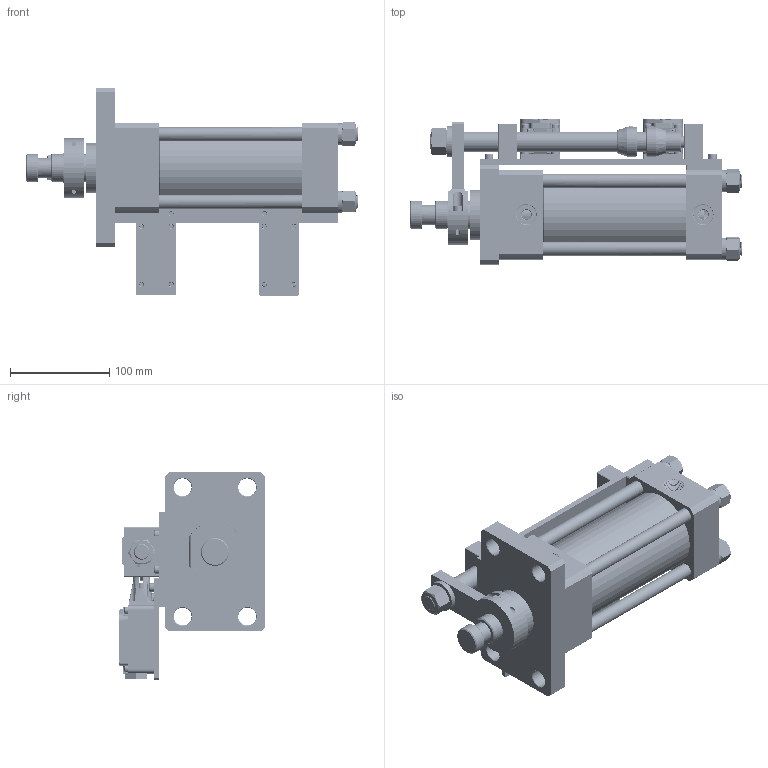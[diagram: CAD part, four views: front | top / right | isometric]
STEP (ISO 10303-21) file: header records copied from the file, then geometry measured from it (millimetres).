
FILE_DESCRIPTION (( 'STEP AP203' ), '1' );
FILE_NAME ('CHK-FA63-90D油缸三维图.STEP', '2013-03-16T01:06:19', ( 'user' ), ( 'Microsoft' ), 'SwSTEP 2.0', 'SolidWorks 2010', '' );
FILE_SCHEMA (( 'CONFIG_CONTROL_DESIGN' ));
Length unit declared in the file: millimetre
Products named in the file (35): 楊擘_1; 菜輸_1; hexagon socket head cap screws gb_GB_FASTENER_SCREWS_HSHCS M5X16-N_1; hexagon socket head cap screws gb_GB_FASTENER_SCREWS_HSHCS M6X35-N_1; hexagon socket head cap screws gb_GB_FASTENER_SCREWS_HSHCS M5X10-N_1; hex socket set screws with flat point gb_GB_FASTENER_SCREWS_HSFP M5X8-N_1; hex socket set screws with flat point gb_GB_FASTENER_SCREWS_HSFP M5X12-N_1; 嶺裝63-90; 活塞杆90; 絳堤菁啣63-90; 絳堤蟀諉啣_1; bead2; 綴遣喳杶_1; CHK-FA63-90D油缸三维图; 綴裔63_1; ｻ鏸獷1; ヶ遣喳杶_1; 63ヶ裔_1; 渡杶_1; 俴最裝嘐隅釱_1; 俴最奪盓傅釱_1; 袉赽_1; 俴最羲壽嘐隅釱_1; 333_GB_FASTENER_WASHER_SW 20_1; hexagon nuts grade c gb_GB_FASTENER_NUT_SNC1 M14-N_1; 333_GB_FASTENER_WASHER_SW 14_1; hexagon nuts grade c gb_GB_FASTENER_NUT_SNC1 M16-N_1; 俴最羲壽_1; hexagon socket head cap screws gb_GB_FASTENER_SCREWS_HSHCS M4X30-N_1; cross recessed countersunk head screws gb1_GB_CROSS_SCREWS_TYPE4 M3X6-4.35  H type-N_1; 詰芠90; 俴最裝63-90; 俴最奪63-90; 絳堤蟀諉芛12_1; 絳堤蟀諉芛11_1
Assembly tree (74 placements, depth 2):
  CHK-FA63-90D油缸三维图
    hexagon nuts grade c gb_GB_FASTENER_NUT_SNC1 M14-N_1  x4
    333_GB_FASTENER_WASHER_SW 14_1  x4
    hexagon socket head cap screws gb_GB_FASTENER_SCREWS_HSHCS M4X30-N_1  x8
    bead2
    綴裔63_1
    渡杶_1
    袉赽_1  x2
    詰芠90
    嶺裝63-90  x4
    絳堤蟀諉芛11_1
    hexagon socket head cap screws gb_GB_FASTENER_SCREWS_HSHCS M6X35-N_1  x4
    hexagon socket head cap screws gb_GB_FASTENER_SCREWS_HSHCS M5X10-N_1  x6
    63ヶ裔_1
    hexagon socket head cap screws gb_GB_FASTENER_SCREWS_HSHCS M5X16-N_1  x4
    cross recessed countersunk head screws gb1_GB_CROSS_SCREWS_TYPE4 M3X6-4.35  H type-N_1  x10
    絳堤蟀諉啣_1
    菜輸_1
    俴最奪盓傅釱_1
    絳堤菁啣63-90
    綴遣喳杶_1
    俴最羲壽嘐隅釱_1  x2
    俴最羲壽_1  x2
    ｻ鏸獷1
    hexagon nuts grade c gb_GB_FASTENER_NUT_SNC1 M16-N_1
    hex socket set screws with flat point gb_GB_FASTENER_SCREWS_HSFP M5X12-N_1
    俴最奪63-90
    楊擘_1
    絳堤蟀諉芛12_1
    hex socket set screws with flat point gb_GB_FASTENER_SCREWS_HSFP M5X8-N_1  x2
    ヶ遣喳杶_1
    俴最裝63-90
    活塞杆90
    俴最裝嘐隅釱_1
    333_GB_FASTENER_WASHER_SW 20_1
Bounding box: 334 x 146.05 x 208.4 mm (x, y, z)
Volume: 2049656.6 mm3; surface area: 544167.9 mm2
Topology: 73 solids, 74 shells, 2800 faces, 6907 edges, 4326 vertices
Faces by surface type: cylinder 1094, plane 960, cone 453, bspline 293
Entity records: 86395 total; most frequent: CARTESIAN_POINT 48094, ORIENTED_EDGE 7288, DIRECTION 6740, EDGE_CURVE 3645, AXIS2_PLACEMENT_3D 2607, VERTEX_POINT 2290, EDGE_LOOP 1696, LINE 1526
